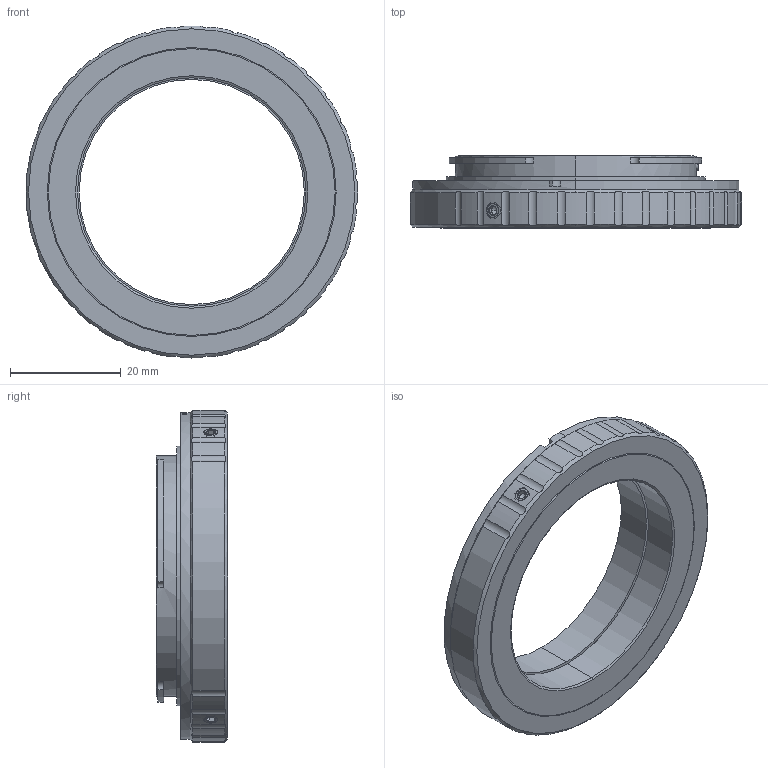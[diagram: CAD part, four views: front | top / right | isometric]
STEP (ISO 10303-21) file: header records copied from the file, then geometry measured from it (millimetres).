
FILE_DESCRIPTION (( 'STEP AP203' ), '1' );
FILE_NAME ('25-60-24-000 OUTLINE.STEP', '2013-01-14T20:41:42', ( '' ), ( '' ), 'SwSTEP 2.0', 'SolidWorks 2011', '' );
FILE_SCHEMA (( 'CONFIG_CONTROL_DESIGN' ));
Length unit declared in the file: millimetre
Products named in the file (1): 25-60-24-000 OUTLINE
Bounding box: 59.89 x 12.99 x 60 mm (x, y, z)
Volume: 12613.9 mm3; surface area: 11104.8 mm2
Topology: 5 solids, 5 shells, 235 faces, 566 edges, 345 vertices
Faces by surface type: cylinder 109, plane 73, cone 51, torus 2
Entity records: 7627 total; most frequent: CARTESIAN_POINT 2156, DIRECTION 1130, ORIENTED_EDGE 1120, EDGE_CURVE 560, AXIS2_PLACEMENT_3D 443, VERTEX_POINT 345, EDGE_LOOP 255, VECTOR 244
